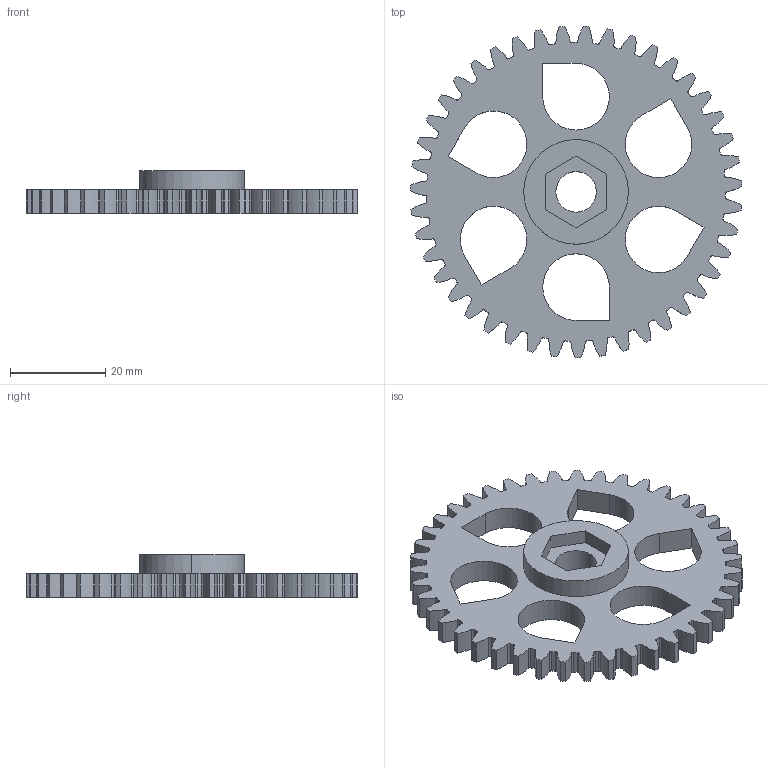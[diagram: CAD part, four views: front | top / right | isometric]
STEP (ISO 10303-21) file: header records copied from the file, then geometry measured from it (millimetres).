
FILE_DESCRIPTION (( 'STEP AP203' ), '1' );
FILE_NAME ('Modele_Big_Gear.STEP');
FILE_SCHEMA (( 'CONFIG_CONTROL_DESIGN' ));
Length unit declared in the file: millimetre
Products named in the file (1): Modele_Big_Gear
Bounding box: 69.73 x 69.72 x 9 mm (x, y, z)
Volume: 13053.1 mm3; surface area: 8888.1 mm2
Topology: 1 solids, 1 shells, 315 faces, 933 edges, 622 vertices
Faces by surface type: cylinder 207, bspline 86, plane 22
Entity records: 12374 total; most frequent: CARTESIAN_POINT 4193, ORIENTED_EDGE 1866, DIRECTION 1549, EDGE_CURVE 933, AXIS2_PLACEMENT_3D 644, VERTEX_POINT 622, CIRCLE 414, EDGE_LOOP 331
